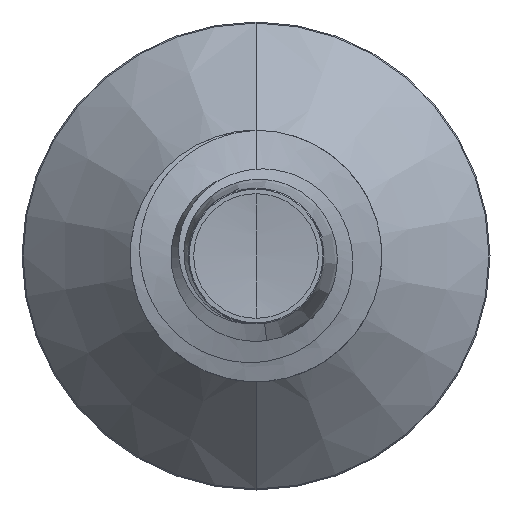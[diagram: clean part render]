
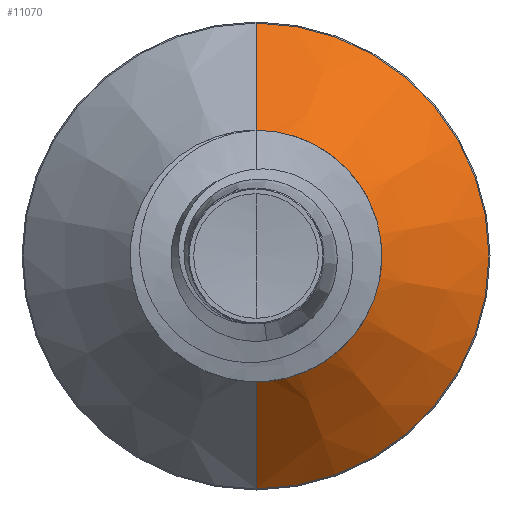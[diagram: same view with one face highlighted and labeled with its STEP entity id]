
A CAD part, front view. The second image highlights one B-rep face of the part: STEP entity #11070.
In plain terms, the highlighted conical face has half-angle 45 degrees and reference radius 2.301 mm.
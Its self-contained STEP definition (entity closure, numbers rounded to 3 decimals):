
#321 = EDGE_CURVE ( 'NONE', #9445, #3692, #8779, .T. ) ;
#398 = AXIS2_PLACEMENT_3D ( 'NONE', #1855, #1840, #1825 ) ;
#469 = DIRECTION ( 'NONE',  ( 0., 0., 1. ) ) ;
#482 = DIRECTION ( 'NONE',  ( 0., 1., 0. ) ) ;
#502 = CARTESIAN_POINT ( 'NONE',  ( 0., 8.228, 0. ) ) ;
#810 = AXIS2_PLACEMENT_3D ( 'NONE', #502, #482, #469 ) ;
#1790 = CIRCLE ( 'NONE', #810, 4.628 ) ;
#1825 = DIRECTION ( 'NONE',  ( 0., 0., 1. ) ) ;
#1840 = DIRECTION ( 'NONE',  ( 0., 1., 0. ) ) ;
#1855 = CARTESIAN_POINT ( 'NONE',  ( 0., 5.901, 0. ) ) ;
#2738 = CARTESIAN_POINT ( 'NONE',  ( 0., 5.901, 2.301 ) ) ;
#3692 = VERTEX_POINT ( 'NONE', #11433 ) ;
#3828 = CONICAL_SURFACE ( 'NONE', #11075, 2.301, 0.785 ) ;
#4295 = VECTOR ( 'NONE', #9026, 1000. ) ;
#5203 = VERTEX_POINT ( 'NONE', #8990 ) ;
#5260 = ORIENTED_EDGE ( 'NONE', *, *, #321, .F. ) ;
#5621 = CARTESIAN_POINT ( 'NONE',  ( 0., 8.228, -4.628 ) ) ;
#6732 = VERTEX_POINT ( 'NONE', #5621 ) ;
#7330 = ORIENTED_EDGE ( 'NONE', *, *, #9701, .T. ) ;
#7734 = ORIENTED_EDGE ( 'NONE', *, *, #10767, .T. ) ;
#8779 = LINE ( 'NONE', #9034, #4295 ) ;
#8786 = ORIENTED_EDGE ( 'NONE', *, *, #10508, .F. ) ;
#8892 = FACE_OUTER_BOUND ( 'NONE', #9983, .T. ) ;
#8990 = CARTESIAN_POINT ( 'NONE',  ( 0., 5.901, -2.301 ) ) ;
#9026 = DIRECTION ( 'NONE',  ( 0., 0.707, 0.707 ) ) ;
#9034 = CARTESIAN_POINT ( 'NONE',  ( 0., 5.901, 2.301 ) ) ;
#9445 = VERTEX_POINT ( 'NONE', #2738 ) ;
#9585 = VECTOR ( 'NONE', #10734, 1000. ) ;
#9701 = EDGE_CURVE ( 'NONE', #9445, #5203, #11181, .T. ) ;
#9983 = EDGE_LOOP ( 'NONE', ( #7330, #7734, #8786, #5260 ) ) ;
#10508 = EDGE_CURVE ( 'NONE', #3692, #6732, #1790, .T. ) ;
#10734 = DIRECTION ( 'NONE',  ( 0., 0.707, -0.707 ) ) ;
#10767 = EDGE_CURVE ( 'NONE', #5203, #6732, #11322, .T. ) ;
#11070 = ADVANCED_FACE ( 'NONE', ( #8892 ), #3828, .T. ) ;
#11075 = AXIS2_PLACEMENT_3D ( 'NONE', #11094, #11242, #11088 ) ;
#11088 = DIRECTION ( 'NONE',  ( 0., 0., 1. ) ) ;
#11094 = CARTESIAN_POINT ( 'NONE',  ( 0., 5.901, 0. ) ) ;
#11181 = CIRCLE ( 'NONE', #398, 2.301 ) ;
#11242 = DIRECTION ( 'NONE',  ( 0., 1., 0. ) ) ;
#11322 = LINE ( 'NONE', #11384, #9585 ) ;
#11384 = CARTESIAN_POINT ( 'NONE',  ( 0., 5.901, -2.301 ) ) ;
#11433 = CARTESIAN_POINT ( 'NONE',  ( 0., 8.228, 4.628 ) ) ;
